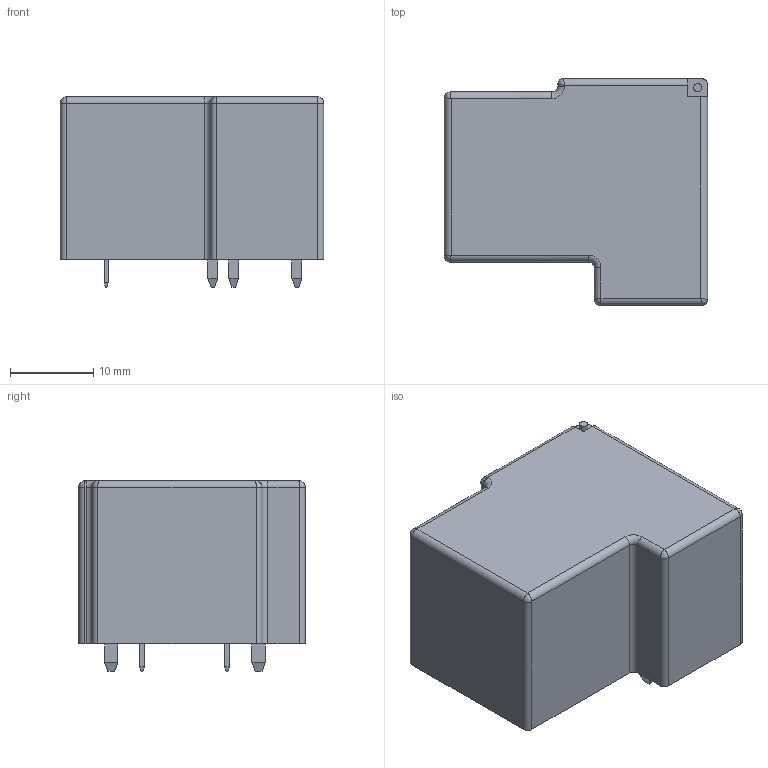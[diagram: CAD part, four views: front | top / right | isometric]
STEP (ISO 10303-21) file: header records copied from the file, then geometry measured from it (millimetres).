
FILE_DESCRIPTION(/* description */ ('Unknown'),/* implementation_level */ '2;1');
FILE_NAME(/* name */ 'G8P-1A4P-DC12',/* time_stamp */ '2025-04-28T07:17:13+02:00',/* author */ ('Unknown'),/* organization */ ('Unknown'),/* preprocessor_version */ 'ST-DEVELOPER v18.102',/* originating_system */ 'Solid Edge',/* authorisation */ 'Unknown');
FILE_SCHEMA (('AUTOMOTIVE_DESIGN {1 0 10303 214 3 1 1}'));
Length unit declared in the file: millimetre
Products named in the file (1): G8P-1A4P-DC12
Bounding box: 31.6 x 27.2 x 22.9 mm (x, y, z)
Volume: 14345.7 mm3; surface area: 3815.8 mm2
Topology: 1 solids, 1 shells, 95 faces, 222 edges, 131 vertices
Faces by surface type: plane 68, cylinder 19, bspline 6, torus 2
Full cylindrical faces by diameter (mm): 0.986 x1
Entity records: 3377 total; most frequent: CARTESIAN_POINT 557, DIRECTION 437, ORIENTED_EDGE 432, EDGE_CURVE 216, LINE 173, VECTOR 173, AXIS2_PLACEMENT_3D 132, VERTEX_POINT 131
